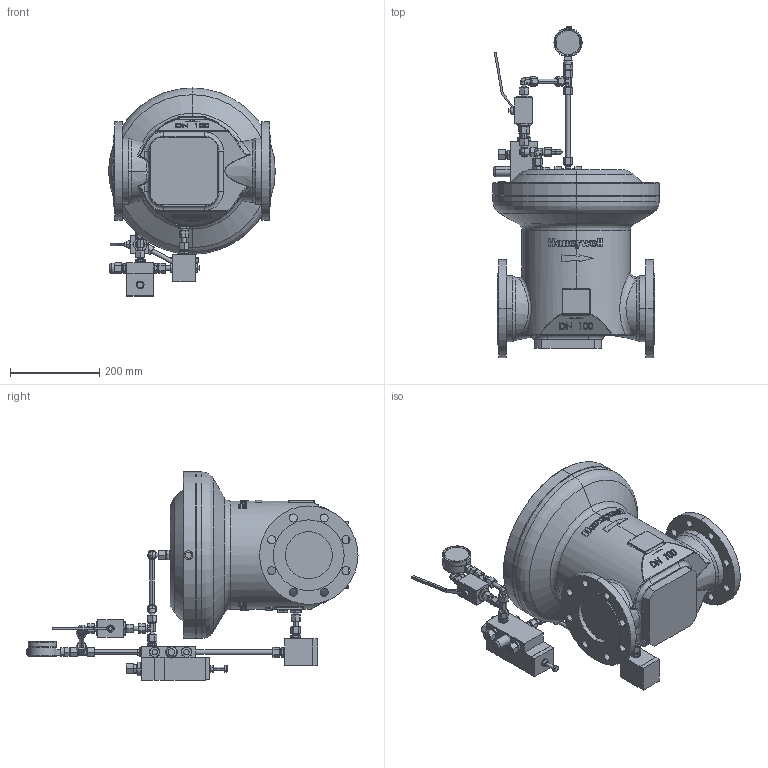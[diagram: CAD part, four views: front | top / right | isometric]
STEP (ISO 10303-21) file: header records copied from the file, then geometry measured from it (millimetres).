
FILE_DESCRIPTION (( 'STEP AP214' ), '1' );
FILE_NAME ('RMG402_DN100_PN16_0_630-1_RL.STEP', '2020-04-06T12:55:01', ( '' ), ( '' ), 'SwSTEP 2.0', 'SolidWorks 2017', '' );
FILE_SCHEMA (( 'AUTOMOTIVE_DESIGN' ));
Length unit declared in the file: millimetre
Products named in the file (1): RMG402_DN100_PN16_0_630-1_RL
Bounding box: 372.5 x 742.1 x 465.1 mm (x, y, z)
Volume: 26303135.4 mm3; surface area: 860350.5 mm2
Topology: 1 solids, 1 shells, 2004 faces, 4771 edges, 2921 vertices
Faces by surface type: plane 747, cone 569, bspline 329, cylinder 312, torus 37, sphere 10
Entity records: 80647 total; most frequent: CARTESIAN_POINT 34892, ORIENTED_EDGE 9522, DIRECTION 7619, EDGE_CURVE 4761, AXIS2_PLACEMENT_3D 3009, VERTEX_POINT 2921, EDGE_LOOP 2204, ADVANCED_FACE 2004
